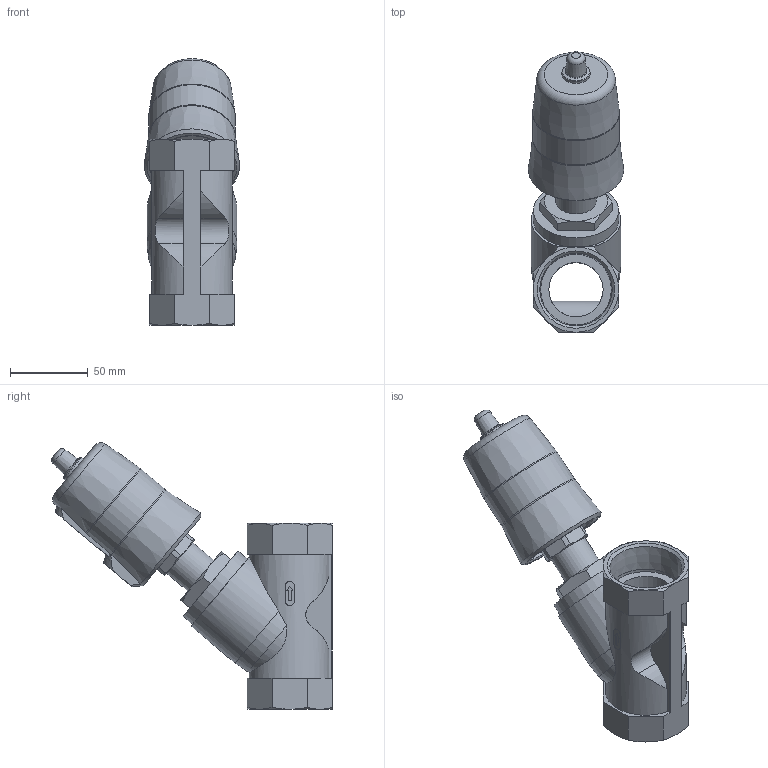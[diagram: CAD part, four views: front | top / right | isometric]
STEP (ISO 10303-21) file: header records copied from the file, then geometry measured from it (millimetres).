
FILE_DESCRIPTION(/* description */ ('STEP AP214'),/* implementation_level */ '2;1');
FILE_NAME(/* name */ '3539929_VZXF-L-M22C-M-B-N112-350-M1-V4B2T-50-6',/* time_stamp */ '2024-09-18T13:17:11+02:00',/* author */ ('License CC BY-ND 4.0'),/* organization */ ('CADENAS'),/* preprocessor_version */ 'ST-DEVELOPER v19.3',/* originating_system */ 'PARTsolutions',/* authorisation */ ' ');
FILE_SCHEMA (('AUTOMOTIVE_DESIGN {1 0 10303 214 3 1 1}'));
Length unit declared in the file: millimetre
Products named in the file (2): 3539929 VZXF-L-M22C-M-B-N112-350-M1-V4B2T-50-6; 1001805 VZXF-L-M22C-M-B-N112-350-V4B2T-50-6---(V)
Assembly tree (1 placements, depth 2):
  3539929 VZXF-L-M22C-M-B-N112-350-M1-V4B2T-50-6
    1001805 VZXF-L-M22C-M-B-N112-350-V4B2T-50-6---(V)
Bounding box: 61.47 x 181.02 x 171.99 mm (x, y, z)
Volume: 452013.7 mm3; surface area: 69395.3 mm2
Topology: 1 solids, 1 shells, 157 faces, 379 edges, 240 vertices
Faces by surface type: plane 76, cone 43, cylinder 32, torus 6
Full cylindrical faces by diameter (mm): 8.566 x1, 18.2 x1, 26 x1, 35 x1, 45.646 x2, 51.7 x1, 55 x1, 58 x1
Entity records: 4706 total; most frequent: CARTESIAN_POINT 1200, ORIENTED_EDGE 704, DIRECTION 686, EDGE_CURVE 352, AXIS2_PLACEMENT_3D 269, VERTEX_POINT 236, EDGE_LOOP 198, FACE_BOUND 198
